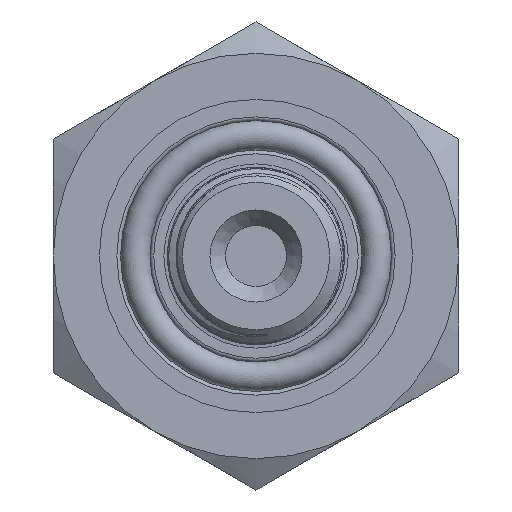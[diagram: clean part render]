
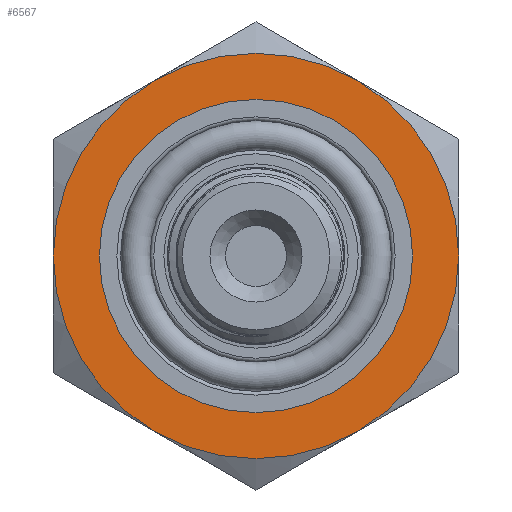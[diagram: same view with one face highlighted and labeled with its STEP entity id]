
A CAD part, left-side view. The second image highlights one B-rep face of the part: STEP entity #6567.
In plain terms, the highlighted planar face has unit normal (-1, 0, 0).
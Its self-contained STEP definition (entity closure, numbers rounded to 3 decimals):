
#368=FACE_BOUND('',#1179,.T.);
#415=PLANE('',#6775);
#772=FACE_OUTER_BOUND('',#1178,.T.);
#1178=EDGE_LOOP('',(#6042,#6043,#6044,#6045,#6046,#6047));
#1179=EDGE_LOOP('',(#6048));
#1248=CIRCLE('',#6709,11.);
#1249=CIRCLE('',#6711,11.);
#1250=CIRCLE('',#6713,11.);
#1251=CIRCLE('',#6715,11.);
#1252=CIRCLE('',#6717,11.);
#1253=CIRCLE('',#6719,11.);
#1281=CIRCLE('',#6774,8.5);
#3102=VERTEX_POINT('',#16650);
#3103=VERTEX_POINT('',#16654);
#3105=VERTEX_POINT('',#16661);
#3107=VERTEX_POINT('',#16671);
#3109=VERTEX_POINT('',#16684);
#3111=VERTEX_POINT('',#16694);
#3141=VERTEX_POINT('',#19235);
#4047=EDGE_CURVE('',#3102,#3103,#1248,.T.);
#4050=EDGE_CURVE('',#3105,#3102,#1249,.T.);
#4053=EDGE_CURVE('',#3107,#3105,#1250,.T.);
#4055=EDGE_CURVE('',#3109,#3107,#1251,.T.);
#4058=EDGE_CURVE('',#3111,#3109,#1252,.T.);
#4061=EDGE_CURVE('',#3103,#3111,#1253,.T.);
#4119=EDGE_CURVE('',#3141,#3141,#1281,.T.);
#6042=ORIENTED_EDGE('',*,*,#4061,.T.);
#6043=ORIENTED_EDGE('',*,*,#4058,.T.);
#6044=ORIENTED_EDGE('',*,*,#4055,.T.);
#6045=ORIENTED_EDGE('',*,*,#4053,.T.);
#6046=ORIENTED_EDGE('',*,*,#4050,.T.);
#6047=ORIENTED_EDGE('',*,*,#4047,.T.);
#6048=ORIENTED_EDGE('',*,*,#4119,.T.);
#6567=ADVANCED_FACE('',(#772,#368),#415,.T.);
#6709=AXIS2_PLACEMENT_3D('',#16658,#7307,#7308);
#6711=AXIS2_PLACEMENT_3D('',#16668,#7311,#7312);
#6713=AXIS2_PLACEMENT_3D('',#16678,#7315,#7316);
#6715=AXIS2_PLACEMENT_3D('',#16685,#7319,#7320);
#6717=AXIS2_PLACEMENT_3D('',#16695,#7323,#7324);
#6719=AXIS2_PLACEMENT_3D('',#16704,#7327,#7328);
#6774=AXIS2_PLACEMENT_3D('',#19236,#7447,#7448);
#6775=AXIS2_PLACEMENT_3D('',#19238,#7450,#7451);
#7307=DIRECTION('center_axis',(-1.,0.,0.));
#7308=DIRECTION('ref_axis',(0.,1.,0.));
#7311=DIRECTION('center_axis',(-1.,0.,0.));
#7312=DIRECTION('ref_axis',(0.,1.,0.));
#7315=DIRECTION('center_axis',(-1.,0.,0.));
#7316=DIRECTION('ref_axis',(0.,1.,0.));
#7319=DIRECTION('center_axis',(-1.,0.,0.));
#7320=DIRECTION('ref_axis',(0.,1.,0.));
#7323=DIRECTION('center_axis',(-1.,0.,0.));
#7324=DIRECTION('ref_axis',(0.,1.,0.));
#7327=DIRECTION('center_axis',(-1.,0.,0.));
#7328=DIRECTION('ref_axis',(0.,1.,0.));
#7447=DIRECTION('center_axis',(1.,0.,0.));
#7448=DIRECTION('ref_axis',(0.,0.,-1.));
#7450=DIRECTION('center_axis',(-1.,0.,0.));
#7451=DIRECTION('ref_axis',(0.,0.,1.));
#16650=CARTESIAN_POINT('',(-34.7,5.5,9.526));
#16654=CARTESIAN_POINT('',(-34.7,11.,0.));
#16658=CARTESIAN_POINT('Origin',(-34.7,0.,0.));
#16661=CARTESIAN_POINT('',(-34.7,-5.5,9.526));
#16668=CARTESIAN_POINT('Origin',(-34.7,0.,0.));
#16671=CARTESIAN_POINT('',(-34.7,-11.,0.));
#16678=CARTESIAN_POINT('Origin',(-34.7,0.,0.));
#16684=CARTESIAN_POINT('',(-34.7,-5.5,-9.526));
#16685=CARTESIAN_POINT('Origin',(-34.7,0.,0.));
#16694=CARTESIAN_POINT('',(-34.7,5.5,-9.526));
#16695=CARTESIAN_POINT('Origin',(-34.7,0.,0.));
#16704=CARTESIAN_POINT('Origin',(-34.7,0.,0.));
#19235=CARTESIAN_POINT('',(-34.7,-8.5,0.));
#19236=CARTESIAN_POINT('Origin',(-34.7,0.,0.));
#19238=CARTESIAN_POINT('Origin',(-34.7,11.,0.));
